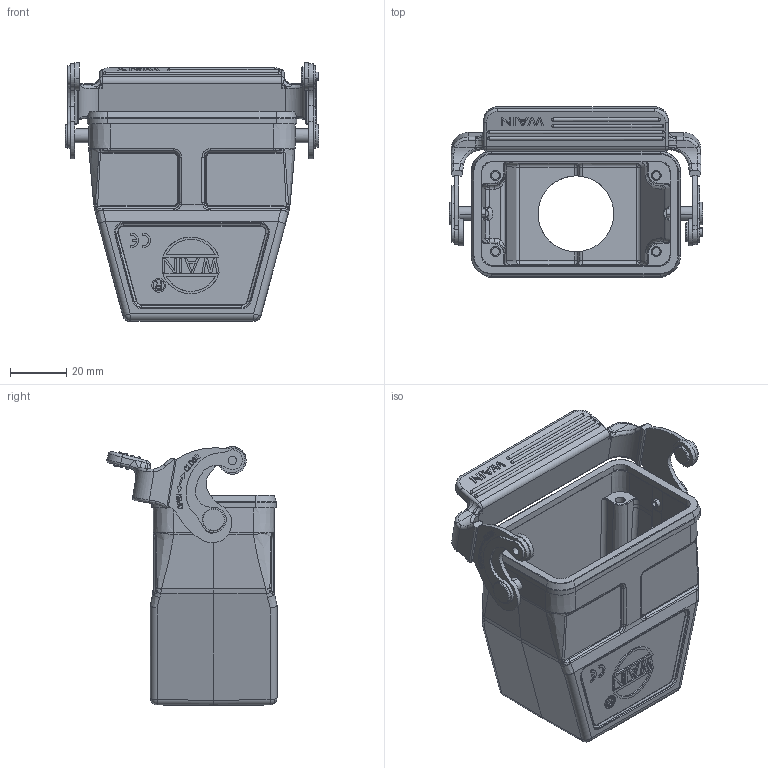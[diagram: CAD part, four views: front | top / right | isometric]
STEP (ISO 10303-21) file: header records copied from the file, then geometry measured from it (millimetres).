
FILE_DESCRIPTION(/* description */ (''),/* implementation_level */ '2;1');
FILE_NAME(/* name */ '3D_1240107215011_HV10B-CCTH-1L_SC-PG21_V1.1.stp',/* time_stamp */ '2023-12-29T11:11:02+08:00',/* author */ (''),/* organization */ (''),/* preprocessor_version */ 'ST-DEVELOPER v18.1',/* originating_system */ 'SIEMENS PLM Software NX 1980',/* authorisation */ '');
FILE_SCHEMA (('AUTOMOTIVE_DESIGN { 1 0 10303 214 3 1 1 1 }'));
Products named in the file (1): 14592E2886C7em97
Bounding box: 90.05 x 60.34 x 91.88 mm (x, y, z)
Volume: 74535.5 mm3; surface area: 42982.8 mm2
Topology: 3 solids, 3 shells, 1494 faces, 3963 edges, 2530 vertices
Faces by surface type: plane 599, cylinder 532, torus 133, cone 80, bspline 74, sphere 38, extrusion 38
Full cylindrical faces by diameter (mm): 26.9 x1
Entity records: 53894 total; most frequent: CARTESIAN_POINT 19622, ORIENTED_EDGE 7854, DIRECTION 6020, EDGE_CURVE 3927, VERTEX_POINT 2529, AXIS2_PLACEMENT_3D 2198, VECTOR 1624, EDGE_LOOP 1606
